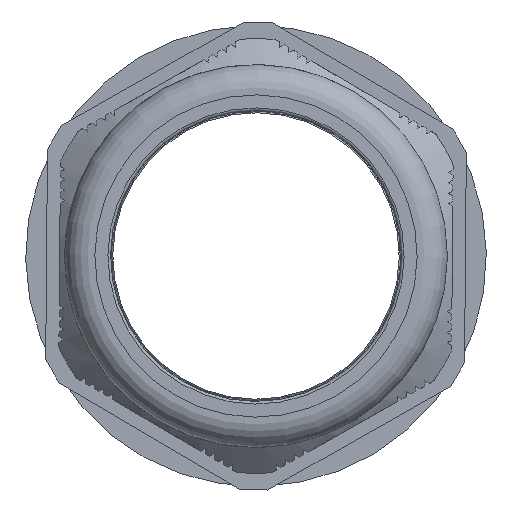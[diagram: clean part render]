
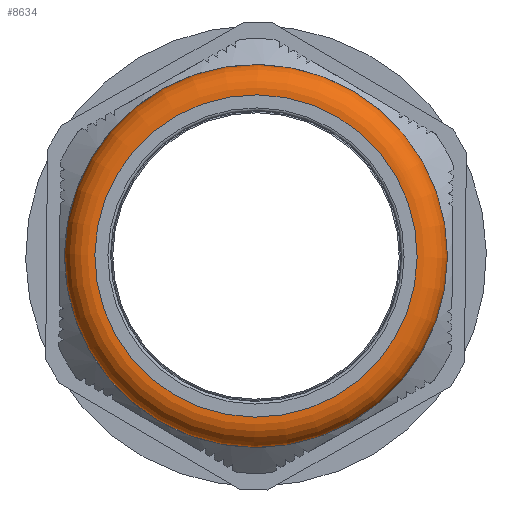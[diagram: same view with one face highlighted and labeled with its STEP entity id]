
A CAD part, left-side view. The second image highlights one B-rep face of the part: STEP entity #8634.
In plain terms, the highlighted toroidal (fillet/blend) face has major radius 31.41 mm and minor radius 5.159 mm.
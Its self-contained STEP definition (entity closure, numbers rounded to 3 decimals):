
#1956=FACE_BOUND('',#2658,.T.);
#2171=FACE_OUTER_BOUND('',#2657,.T.);
#2657=EDGE_LOOP('',(#6750));
#2658=EDGE_LOOP('',(#6751));
#2991=CIRCLE('',#8994,30.785);
#3143=CIRCLE('',#9323,36.55);
#3451=VERTEX_POINT('',#12608);
#3801=VERTEX_POINT('',#15198);
#4359=EDGE_CURVE('',#3451,#3451,#2991,.T.);
#4882=EDGE_CURVE('',#3801,#3801,#3143,.T.);
#6750=ORIENTED_EDGE('',*,*,#4882,.F.);
#6751=ORIENTED_EDGE('',*,*,#4359,.T.);
#8389=TOROIDAL_SURFACE('',#9322,31.41,5.159);
#8634=ADVANCED_FACE('',(#2171,#1956),#8389,.T.);
#8994=AXIS2_PLACEMENT_3D('',#12609,#10003,#10004);
#9322=AXIS2_PLACEMENT_3D('',#15197,#10980,#10981);
#9323=AXIS2_PLACEMENT_3D('',#15199,#10982,#10983);
#10003=DIRECTION('center_axis',(1.,0.,0.));
#10004=DIRECTION('ref_axis',(0.,0.,-1.));
#10980=DIRECTION('center_axis',(1.,0.,0.));
#10981=DIRECTION('ref_axis',(0.,0.,-1.));
#10982=DIRECTION('center_axis',(1.,0.,0.));
#10983=DIRECTION('ref_axis',(0.,0.,-1.));
#12608=CARTESIAN_POINT('',(-35.3,30.785,0.));
#12609=CARTESIAN_POINT('Origin',(-35.3,0.,0.));
#15197=CARTESIAN_POINT('Origin',(-30.179,0.,0.));
#15198=CARTESIAN_POINT('',(-30.62,36.55,0.));
#15199=CARTESIAN_POINT('Origin',(-30.62,0.,0.));
